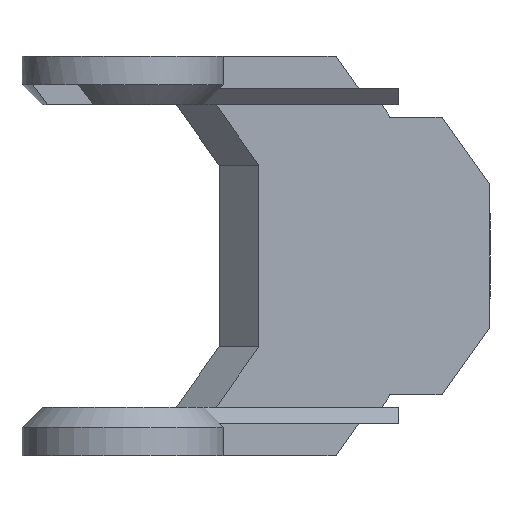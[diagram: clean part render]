
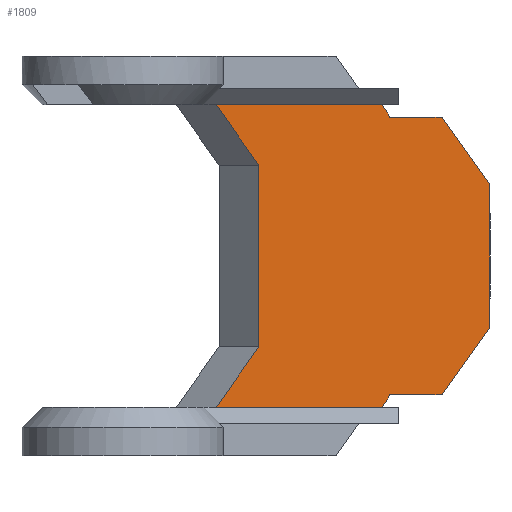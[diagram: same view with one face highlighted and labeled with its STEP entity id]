
A CAD part, left-side view. The second image highlights one B-rep face of the part: STEP entity #1809.
In plain terms, the highlighted planar face has unit normal (-0.707, -0.707, 0).
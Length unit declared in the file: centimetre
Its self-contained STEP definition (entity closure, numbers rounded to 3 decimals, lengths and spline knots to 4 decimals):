
#218=FACE_OUTER_BOUND('',#315,.T.);
#315=EDGE_LOOP('',(#1264,#1265,#1266,#1267,#1268,#1269,#1270,#1271,#1272,
#1273,#1274,#1275));
#421=LINE('',#2681,#581);
#425=LINE('',#2689,#585);
#435=LINE('',#2714,#595);
#452=LINE('',#2748,#612);
#455=LINE('',#2754,#615);
#458=LINE('',#2760,#618);
#467=LINE('',#2787,#627);
#468=LINE('',#2789,#628);
#469=LINE('',#2791,#629);
#470=LINE('',#2793,#630);
#471=LINE('',#2795,#631);
#472=LINE('',#2796,#632);
#581=VECTOR('',#2119,1.);
#585=VECTOR('',#2125,1.);
#595=VECTOR('',#2145,1.);
#612=VECTOR('',#2170,1.);
#615=VECTOR('',#2175,1.);
#618=VECTOR('',#2180,1.);
#627=VECTOR('',#2203,1.);
#628=VECTOR('',#2204,1.);
#629=VECTOR('',#2205,1.);
#630=VECTOR('',#2206,1.);
#631=VECTOR('',#2207,1.);
#632=VECTOR('',#2208,1.);
#741=VERTEX_POINT('',#2679);
#742=VERTEX_POINT('',#2680);
#745=VERTEX_POINT('',#2688);
#755=VERTEX_POINT('',#2713);
#767=VERTEX_POINT('',#2745);
#768=VERTEX_POINT('',#2747);
#770=VERTEX_POINT('',#2753);
#772=VERTEX_POINT('',#2759);
#781=VERTEX_POINT('',#2788);
#782=VERTEX_POINT('',#2790);
#783=VERTEX_POINT('',#2792);
#784=VERTEX_POINT('',#2794);
#924=EDGE_CURVE('',#741,#742,#421,.T.);
#928=EDGE_CURVE('',#742,#745,#425,.T.);
#940=EDGE_CURVE('',#755,#741,#435,.T.);
#957=EDGE_CURVE('',#768,#767,#452,.T.);
#960=EDGE_CURVE('',#770,#768,#455,.T.);
#963=EDGE_CURVE('',#772,#770,#458,.T.);
#976=EDGE_CURVE('',#745,#772,#467,.T.);
#977=EDGE_CURVE('',#781,#767,#468,.T.);
#978=EDGE_CURVE('',#781,#782,#469,.T.);
#979=EDGE_CURVE('',#782,#783,#470,.T.);
#980=EDGE_CURVE('',#783,#784,#471,.T.);
#981=EDGE_CURVE('',#755,#784,#472,.T.);
#1264=ORIENTED_EDGE('',*,*,#940,.T.);
#1265=ORIENTED_EDGE('',*,*,#924,.T.);
#1266=ORIENTED_EDGE('',*,*,#928,.T.);
#1267=ORIENTED_EDGE('',*,*,#976,.T.);
#1268=ORIENTED_EDGE('',*,*,#963,.T.);
#1269=ORIENTED_EDGE('',*,*,#960,.T.);
#1270=ORIENTED_EDGE('',*,*,#957,.T.);
#1271=ORIENTED_EDGE('',*,*,#977,.F.);
#1272=ORIENTED_EDGE('',*,*,#978,.T.);
#1273=ORIENTED_EDGE('',*,*,#979,.T.);
#1274=ORIENTED_EDGE('',*,*,#980,.T.);
#1275=ORIENTED_EDGE('',*,*,#981,.F.);
#1761=PLANE('',#1934);
#1809=ADVANCED_FACE('',(#218),#1761,.T.);
#1934=AXIS2_PLACEMENT_3D('',#2786,#2201,#2202);
#2119=DIRECTION('',(0.707,-0.707,0.));
#2125=DIRECTION('',(0.5,-0.5,0.707));
#2145=DIRECTION('',(0.5,-0.5,0.707));
#2170=DIRECTION('',(-0.5,0.5,0.707));
#2175=DIRECTION('',(-0.707,0.707,0.));
#2180=DIRECTION('',(-0.5,0.5,0.707));
#2201=DIRECTION('center_axis',(-0.707,-0.707,0.));
#2202=DIRECTION('ref_axis',(0.,0.,1.));
#2203=DIRECTION('',(0.,0.,1.));
#2204=DIRECTION('',(0.707,-0.707,0.));
#2205=DIRECTION('',(0.5,-0.5,-0.707));
#2206=DIRECTION('',(0.,0.,-1.));
#2207=DIRECTION('',(-0.5,0.5,-0.707));
#2208=DIRECTION('',(-0.707,0.707,0.));
#2679=CARTESIAN_POINT('',(3.1735,-3.3172,-3.5964));
#2680=CARTESIAN_POINT('',(3.8138,-3.9575,-3.5964));
#2681=CARTESIAN_POINT('',(3.0216,-3.1653,-3.5964));
#2688=CARTESIAN_POINT('',(4.4077,-4.5514,-2.7566));
#2689=CARTESIAN_POINT('',(3.8821,-4.0258,-3.4999));
#2713=CARTESIAN_POINT('',(3.0649,-3.2086,-3.75));
#2714=CARTESIAN_POINT('',(3.2769,-3.4206,-3.4503));
#2745=CARTESIAN_POINT('',(3.0649,-3.2086,0.));
#2747=CARTESIAN_POINT('',(3.1735,-3.3172,-0.1536));
#2748=CARTESIAN_POINT('',(3.4019,-3.5456,-0.4765));
#2753=CARTESIAN_POINT('',(3.8138,-3.9575,-0.1536));
#2754=CARTESIAN_POINT('',(3.3418,-3.4855,-0.1536));
#2759=CARTESIAN_POINT('',(4.4077,-4.5514,-0.9934));
#2760=CARTESIAN_POINT('',(4.2999,-4.4436,-0.841));
#2786=CARTESIAN_POINT('Origin',(2.8697,-3.0134,-1.875));
#2787=CARTESIAN_POINT('',(4.4077,-4.5514,-0.9375));
#2788=CARTESIAN_POINT('',(1.0136,-1.1573,0.));
#2789=CARTESIAN_POINT('',(1.3989,-1.5426,0.));
#2790=CARTESIAN_POINT('',(1.5439,-1.6876,-0.75));
#2791=CARTESIAN_POINT('',(1.0136,-1.1573,0.));
#2792=CARTESIAN_POINT('',(1.5439,-1.6876,-3.));
#2793=CARTESIAN_POINT('',(1.5439,-1.6876,-0.75));
#2794=CARTESIAN_POINT('',(1.0136,-1.1573,-3.75));
#2795=CARTESIAN_POINT('',(1.5439,-1.6876,-3.));
#2796=CARTESIAN_POINT('',(1.3989,-1.5426,-3.75));
